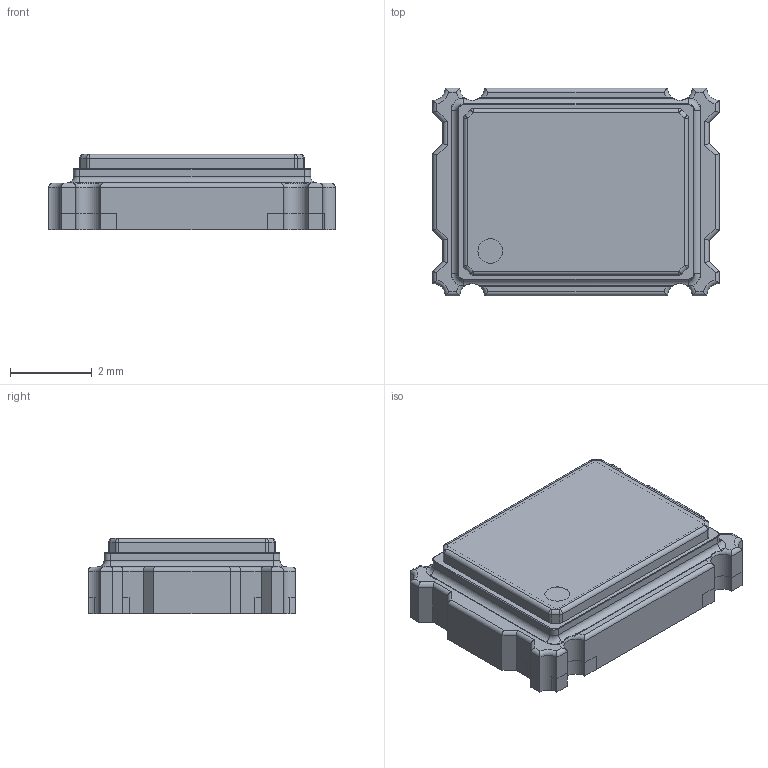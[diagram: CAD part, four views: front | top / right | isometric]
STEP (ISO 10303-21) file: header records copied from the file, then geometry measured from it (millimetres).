
FILE_DESCRIPTION(('FreeCAD Model'),'2;1');
FILE_NAME('Oscillator_SMD_Abracon_ASV-4Pin_7.0x5.1mm.step', '2019-03-01T20:31:25',('kicad StepUp'),('ksu MCAD'), 'Open CASCADE STEP processor 7.3','FreeCAD','Unknown');
FILE_SCHEMA(('AUTOMOTIVE_DESIGN { 1 0 10303 214 1 1 1 1 }'));
Length unit declared in the file: millimetre
Products named in the file (1): Oscillator_SMD_Abracon_ASV-4Pin_7.0x5.1mm
Bounding box: 7 x 5.08 x 1.84 mm (x, y, z)
Volume: 55.6 mm3; surface area: 302.7 mm2
Topology: 5 solids, 5 shells, 214 faces, 545 edges, 334 vertices
Faces by surface type: plane 113, cylinder 77, torus 16, sphere 8
Full cylindrical faces by diameter (mm): 0.6 x1
Entity records: 8271 total; most frequent: CARTESIAN_POINT 1582, DIRECTION 1093, ORIENTED_EDGE 1074, EDGE_CURVE 537, LINE 371, VECTOR 371, AXIS2_PLACEMENT_3D 361, VERTEX_POINT 334
